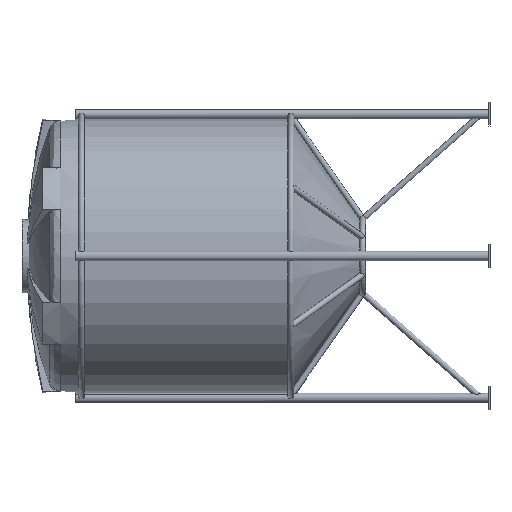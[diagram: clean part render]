
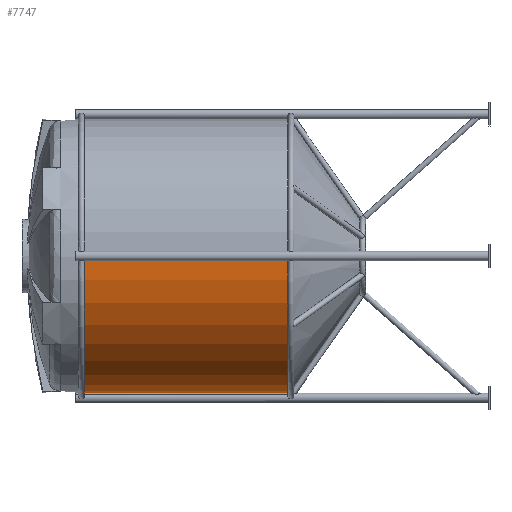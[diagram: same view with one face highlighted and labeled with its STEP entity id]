
A CAD part, left-side view. The second image highlights one B-rep face of the part: STEP entity #7747.
In plain terms, the highlighted cylindrical face has radius 1160 mm (diameter 2320 mm), a partial arc.
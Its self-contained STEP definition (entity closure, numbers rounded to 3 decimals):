
#6039 = VERTEX_POINT('',#6040);
#6040 = CARTESIAN_POINT('',(0.,-242.83,-1160.));
#6047 = EDGE_CURVE('',#6048,#6039,#6050,.T.);
#6048 = VERTEX_POINT('',#6049);
#6049 = CARTESIAN_POINT('',(-1160.,-242.83,0.
    ));
#6050 = CIRCLE('',#6051,1160.);
#6051 = AXIS2_PLACEMENT_3D('',#6052,#6053,#6054);
#6052 = CARTESIAN_POINT('',(0.,-242.83,0.));
#6053 = DIRECTION('',(0.,-1.,0.));
#6054 = DIRECTION('',(1.,0.,0.));
#7602 = VERTEX_POINT('',#7603);
#7603 = CARTESIAN_POINT('',(-1004.589,-2000.,-580.));
#7620 = VERTEX_POINT('',#7621);
#7621 = CARTESIAN_POINT('',(-1160.,-2000.,0.));
#7628 = EDGE_CURVE('',#7620,#7602,#7629,.T.);
#7629 = CIRCLE('',#7630,1160.);
#7630 = AXIS2_PLACEMENT_3D('',#7631,#7632,#7633);
#7631 = CARTESIAN_POINT('',(0.,-2000.,0.));
#7632 = DIRECTION('',(0.,-1.,0.));
#7633 = DIRECTION('',(1.,0.,0.));
#7646 = VERTEX_POINT('',#7647);
#7647 = CARTESIAN_POINT('',(0.,-2000.,-1160.));
#7661 = EDGE_CURVE('',#7602,#7646,#7662,.T.);
#7662 = CIRCLE('',#7663,1160.);
#7663 = AXIS2_PLACEMENT_3D('',#7664,#7665,#7666);
#7664 = CARTESIAN_POINT('',(0.,-2000.,0.));
#7665 = DIRECTION('',(0.,-1.,0.));
#7666 = DIRECTION('',(1.,0.,0.));
#7747 = ADVANCED_FACE('',(#7748),#7765,.T.);
#7748 = FACE_BOUND('',#7749,.T.);
#7749 = EDGE_LOOP('',(#7750,#7751,#7757,#7758,#7759));
#7750 = ORIENTED_EDGE('',*,*,#6047,.T.);
#7751 = ORIENTED_EDGE('',*,*,#7752,.T.);
#7752 = EDGE_CURVE('',#6039,#7646,#7753,.T.);
#7753 = LINE('',#7754,#7755);
#7754 = CARTESIAN_POINT('',(0.,-190.,-1160.));
#7755 = VECTOR('',#7756,1.);
#7756 = DIRECTION('',(0.,-1.,0.));
#7757 = ORIENTED_EDGE('',*,*,#7661,.F.);
#7758 = ORIENTED_EDGE('',*,*,#7628,.F.);
#7759 = ORIENTED_EDGE('',*,*,#7760,.F.);
#7760 = EDGE_CURVE('',#6048,#7620,#7761,.T.);
#7761 = LINE('',#7762,#7763);
#7762 = CARTESIAN_POINT('',(-1160.,-190.,0.));
#7763 = VECTOR('',#7764,1.);
#7764 = DIRECTION('',(0.,-1.,0.));
#7765 = CYLINDRICAL_SURFACE('',#7766,1160.);
#7766 = AXIS2_PLACEMENT_3D('',#7767,#7768,#7769);
#7767 = CARTESIAN_POINT('',(0.,0.,0.));
#7768 = DIRECTION('',(0.,-1.,0.));
#7769 = DIRECTION('',(1.,0.,0.));
